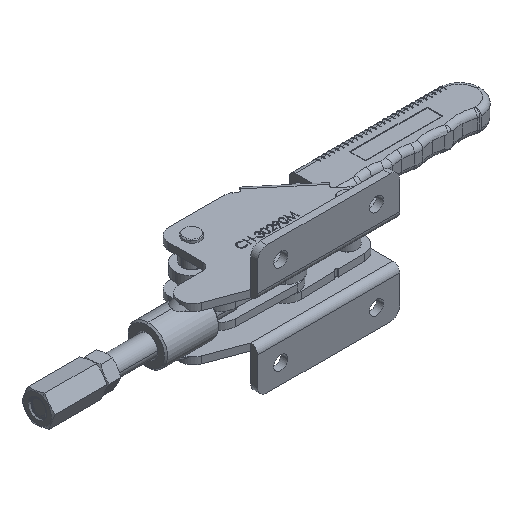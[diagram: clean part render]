
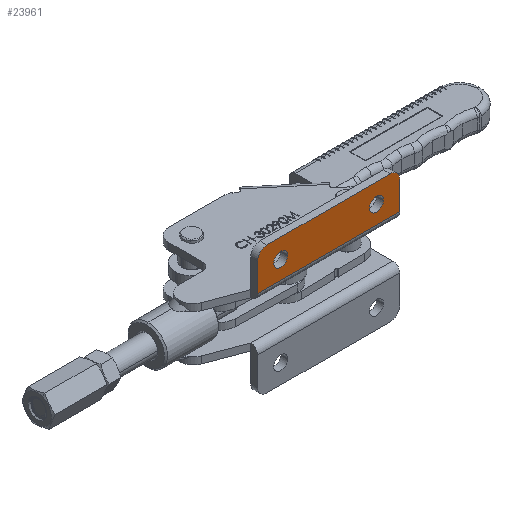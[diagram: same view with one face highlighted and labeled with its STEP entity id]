
A CAD part, isometric view. The second image highlights one B-rep face of the part: STEP entity #23961.
In plain terms, the highlighted planar face has unit normal (0, -1, 0).
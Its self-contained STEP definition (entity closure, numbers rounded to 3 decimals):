
#677 = CIRCLE ( 'NONE', #9713, 4.5 ) ;
#1159 = VERTEX_POINT ( 'NONE', #38833 ) ;
#2173 = CARTESIAN_POINT ( 'NONE',  ( -77., 0., 16.3 ) ) ;
#3219 = DIRECTION ( 'NONE',  ( -1., 0., 0. ) ) ;
#3928 = VERTEX_POINT ( 'NONE', #35563 ) ;
#4930 = CIRCLE ( 'NONE', #15687, 6. ) ;
#5284 = DIRECTION ( 'NONE',  ( 1., 0., 0. ) ) ;
#6009 = ORIENTED_EDGE ( 'NONE', *, *, #17200, .F. ) ;
#6035 = DIRECTION ( 'NONE',  ( 1., 0., 0. ) ) ;
#6109 = EDGE_LOOP ( 'NONE', ( #17576, #8136, #25373, #38636, #43736, #24374 ) ) ;
#6864 = CARTESIAN_POINT ( 'NONE',  ( 0., 0., 4.5 ) ) ;
#7323 = DIRECTION ( 'NONE',  ( 0., 0., -1. ) ) ;
#8136 = ORIENTED_EDGE ( 'NONE', *, *, #9407, .T. ) ;
#8534 = AXIS2_PLACEMENT_3D ( 'NONE', #38871, #15995, #42665 ) ;
#8692 = VERTEX_POINT ( 'NONE', #8695 ) ;
#8695 = CARTESIAN_POINT ( 'NONE',  ( -81.5, 0., 16.3 ) ) ;
#9050 = LINE ( 'NONE', #6864, #18056 ) ;
#9407 = EDGE_CURVE ( 'NONE', #24901, #3928, #4930, .T. ) ;
#9713 = AXIS2_PLACEMENT_3D ( 'NONE', #2173, #28985, #6035 ) ;
#10280 = DIRECTION ( 'NONE',  ( 0., -1., 0. ) ) ;
#10540 = CARTESIAN_POINT ( 'NONE',  ( -10.5, 0., 16.3 ) ) ;
#10553 = CARTESIAN_POINT ( 'NONE',  ( -86., 0., 22.8 ) ) ;
#12854 = VERTEX_POINT ( 'NONE', #22139 ) ;
#14411 = DIRECTION ( 'NONE',  ( -1., 0., 0. ) ) ;
#15620 = VECTOR ( 'NONE', #7323, 1000. ) ;
#15687 = AXIS2_PLACEMENT_3D ( 'NONE', #33181, #10280, #37029 ) ;
#15995 = DIRECTION ( 'NONE',  ( 0., -1., 0. ) ) ;
#17054 = EDGE_LOOP ( 'NONE', ( #39227, #45230 ) ) ;
#17200 = EDGE_CURVE ( 'NONE', #8692, #31296, #37363, .T. ) ;
#17576 = ORIENTED_EDGE ( 'NONE', *, *, #34997, .F. ) ;
#18056 = VECTOR ( 'NONE', #18784, 1000. ) ;
#18784 = DIRECTION ( 'NONE',  ( 1., 0., 0. ) ) ;
#19609 = DIRECTION ( 'NONE',  ( 0., -1., 0. ) ) ;
#20147 = EDGE_CURVE ( 'NONE', #23031, #36945, #9050, .T. ) ;
#20789 = FACE_BOUND ( 'NONE', #17054, .T. ) ;
#22139 = CARTESIAN_POINT ( 'NONE',  ( -92., 0., 22.8 ) ) ;
#22301 = CARTESIAN_POINT ( 'NONE',  ( -15., 0., 16.3 ) ) ;
#22532 = LINE ( 'NONE', #49686, #41622 ) ;
#23031 = VERTEX_POINT ( 'NONE', #24262 ) ;
#23290 = EDGE_CURVE ( 'NONE', #47625, #12854, #38782, .T. ) ;
#23961 = ADVANCED_FACE ( 'NONE', ( #20789, #32167, #41097 ), #49144, .F. ) ;
#24138 = CARTESIAN_POINT ( 'NONE',  ( -72.5, 0., 16.3 ) ) ;
#24262 = CARTESIAN_POINT ( 'NONE',  ( -92., 0., 4.5 ) ) ;
#24374 = ORIENTED_EDGE ( 'NONE', *, *, #20147, .T. ) ;
#24809 = CARTESIAN_POINT ( 'NONE',  ( 0., 0., 22.8 ) ) ;
#24901 = VERTEX_POINT ( 'NONE', #24809 ) ;
#25101 = EDGE_CURVE ( 'NONE', #1159, #36336, #29092, .T. ) ;
#25373 = ORIENTED_EDGE ( 'NONE', *, *, #41148, .F. ) ;
#26159 = DIRECTION ( 'NONE',  ( 1., 0., 0. ) ) ;
#26195 = DIRECTION ( 'NONE',  ( 0., 1., 0. ) ) ;
#26954 = LINE ( 'NONE', #49524, #15620 ) ;
#28985 = DIRECTION ( 'NONE',  ( 0., -1., 0. ) ) ;
#29092 = CIRCLE ( 'NONE', #34209, 4.5 ) ;
#29859 = EDGE_CURVE ( 'NONE', #31296, #8692, #677, .T. ) ;
#31296 = VERTEX_POINT ( 'NONE', #24138 ) ;
#32083 = CARTESIAN_POINT ( 'NONE',  ( 0., 0., 28.8 ) ) ;
#32167 = FACE_BOUND ( 'NONE', #37327, .T. ) ;
#33181 = CARTESIAN_POINT ( 'NONE',  ( -6., 0., 22.8 ) ) ;
#34059 = VECTOR ( 'NONE', #5284, 1000. ) ;
#34209 = AXIS2_PLACEMENT_3D ( 'NONE', #22301, #49108, #26159 ) ;
#34514 = AXIS2_PLACEMENT_3D ( 'NONE', #37385, #26195, #3219 ) ;
#34997 = EDGE_CURVE ( 'NONE', #24901, #36945, #22532, .T. ) ;
#35563 = CARTESIAN_POINT ( 'NONE',  ( -6., 0., 28.8 ) ) ;
#36336 = VERTEX_POINT ( 'NONE', #10540 ) ;
#36462 = LINE ( 'NONE', #32083, #34059 ) ;
#36945 = VERTEX_POINT ( 'NONE', #45206 ) ;
#37029 = DIRECTION ( 'NONE',  ( -1., 0., 0. ) ) ;
#37040 = CARTESIAN_POINT ( 'NONE',  ( -86., 0., 28.8 ) ) ;
#37093 = EDGE_CURVE ( 'NONE', #36336, #1159, #45075, .T. ) ;
#37279 = DIRECTION ( 'NONE',  ( 0., -1., 0. ) ) ;
#37327 = EDGE_LOOP ( 'NONE', ( #42505, #6009 ) ) ;
#37363 = CIRCLE ( 'NONE', #46064, 4.5 ) ;
#37385 = CARTESIAN_POINT ( 'NONE',  ( 0., 0., 4.5 ) ) ;
#38415 = DIRECTION ( 'NONE',  ( 0., 0., -1. ) ) ;
#38636 = ORIENTED_EDGE ( 'NONE', *, *, #23290, .T. ) ;
#38782 = CIRCLE ( 'NONE', #44080, 6. ) ;
#38833 = CARTESIAN_POINT ( 'NONE',  ( -19.5, 0., 16.3 ) ) ;
#38871 = CARTESIAN_POINT ( 'NONE',  ( -15., 0., 16.3 ) ) ;
#39227 = ORIENTED_EDGE ( 'NONE', *, *, #37093, .F. ) ;
#40109 = EDGE_CURVE ( 'NONE', #12854, #23031, #26954, .T. ) ;
#41097 = FACE_OUTER_BOUND ( 'NONE', #6109, .T. ) ;
#41148 = EDGE_CURVE ( 'NONE', #47625, #3928, #36462, .T. ) ;
#41622 = VECTOR ( 'NONE', #38415, 1000. ) ;
#42454 = CARTESIAN_POINT ( 'NONE',  ( -77., 0., 16.3 ) ) ;
#42505 = ORIENTED_EDGE ( 'NONE', *, *, #29859, .F. ) ;
#42665 = DIRECTION ( 'NONE',  ( 1., 0., 0. ) ) ;
#43736 = ORIENTED_EDGE ( 'NONE', *, *, #40109, .T. ) ;
#44080 = AXIS2_PLACEMENT_3D ( 'NONE', #10553, #37279, #14411 ) ;
#45075 = CIRCLE ( 'NONE', #8534, 4.5 ) ;
#45206 = CARTESIAN_POINT ( 'NONE',  ( 0., 0., 4.5 ) ) ;
#45230 = ORIENTED_EDGE ( 'NONE', *, *, #25101, .F. ) ;
#46064 = AXIS2_PLACEMENT_3D ( 'NONE', #42454, #19609, #46311 ) ;
#46311 = DIRECTION ( 'NONE',  ( 1., 0., 0. ) ) ;
#47625 = VERTEX_POINT ( 'NONE', #37040 ) ;
#49108 = DIRECTION ( 'NONE',  ( 0., -1., 0. ) ) ;
#49144 = PLANE ( 'NONE',  #34514 ) ;
#49524 = CARTESIAN_POINT ( 'NONE',  ( -92., 0., 4.5 ) ) ;
#49686 = CARTESIAN_POINT ( 'NONE',  ( 0., 0., 4.5 ) ) ;
